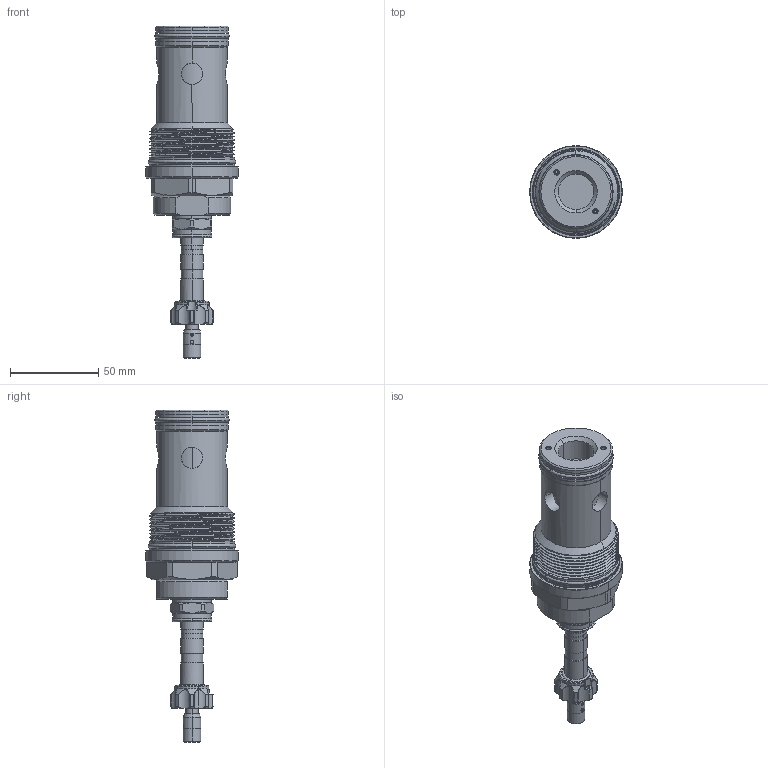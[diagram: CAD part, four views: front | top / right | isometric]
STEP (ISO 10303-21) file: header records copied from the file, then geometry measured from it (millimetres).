
FILE_DESCRIPTION (( 'STEP AP203' ), '1' );
FILE_NAME ('EP18A2A02T95.STEP', '2020-07-06T00:45:53', ( '' ), ( '' ), 'SwSTEP 2.0', 'SolidWorks 2018', '' );
FILE_SCHEMA (( 'CONFIG_CONTROL_DESIGN' ));
Length unit declared in the file: millimetre
Products named in the file (1): EP18A2A02T95
Bounding box: 52.37 x 52.37 x 187.6 mm (x, y, z)
Volume: 165323.6 mm3; surface area: 32897.8 mm2
Topology: 6 solids, 6 shells, 385 faces, 897 edges, 544 vertices
Faces by surface type: cylinder 181, cone 69, plane 51, torus 47, bspline 37
Entity records: 16436 total; most frequent: CARTESIAN_POINT 7898, ORIENTED_EDGE 1790, DIRECTION 1770, EDGE_CURVE 895, AXIS2_PLACEMENT_3D 754, VERTEX_POINT 544, EDGE_LOOP 419, CIRCLE 405
